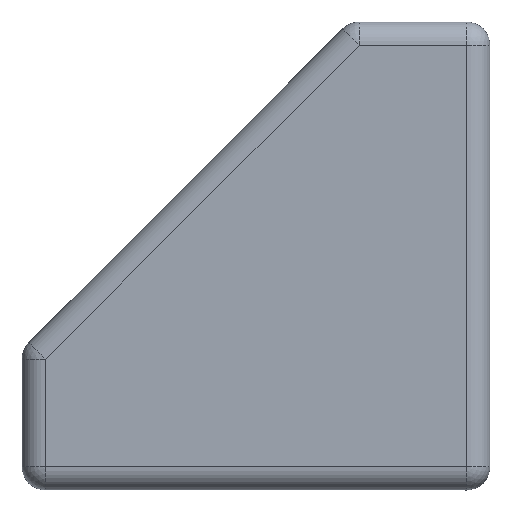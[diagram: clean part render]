
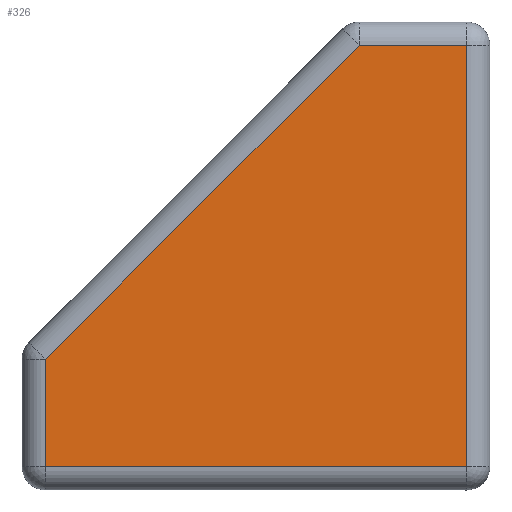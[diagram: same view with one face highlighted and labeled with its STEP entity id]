
A CAD part, top view. The second image highlights one B-rep face of the part: STEP entity #326.
In plain terms, the highlighted planar face has unit normal (0, 0, 1).
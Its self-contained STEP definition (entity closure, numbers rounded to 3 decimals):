
#18=PLANE('',#385);
#42=FACE_OUTER_BOUND('',#64,.T.);
#64=EDGE_LOOP('',(#266,#267,#268,#269,#270));
#72=LINE('',#515,#97);
#74=LINE('',#523,#99);
#76=LINE('',#533,#101);
#78=LINE('',#543,#103);
#80=LINE('',#552,#105);
#97=VECTOR('',#404,10.);
#99=VECTOR('',#412,10.);
#101=VECTOR('',#424,10.);
#103=VECTOR('',#436,10.);
#105=VECTOR('',#448,10.);
#141=VERTEX_POINT('',#508);
#144=VERTEX_POINT('',#513);
#147=VERTEX_POINT('',#521);
#150=VERTEX_POINT('',#531);
#153=VERTEX_POINT('',#541);
#169=EDGE_CURVE('',#144,#141,#72,.T.);
#173=EDGE_CURVE('',#147,#144,#74,.T.);
#178=EDGE_CURVE('',#150,#147,#76,.T.);
#183=EDGE_CURVE('',#153,#150,#78,.T.);
#188=EDGE_CURVE('',#141,#153,#80,.T.);
#266=ORIENTED_EDGE('',*,*,#169,.F.);
#267=ORIENTED_EDGE('',*,*,#173,.F.);
#268=ORIENTED_EDGE('',*,*,#178,.F.);
#269=ORIENTED_EDGE('',*,*,#183,.F.);
#270=ORIENTED_EDGE('',*,*,#188,.F.);
#326=ADVANCED_FACE('',(#42),#18,.T.);
#385=AXIS2_PLACEMENT_3D('',#579,#480,#481);
#404=DIRECTION('',(-1.,0.,0.));
#412=DIRECTION('',(0.,-1.,0.));
#424=DIRECTION('',(1.,0.,0.));
#436=DIRECTION('',(0.707,0.707,0.));
#448=DIRECTION('',(0.,1.,0.));
#480=DIRECTION('center_axis',(0.,0.,1.));
#481=DIRECTION('ref_axis',(1.,0.,0.));
#508=CARTESIAN_POINT('',(-18.,-18.,2.5));
#513=CARTESIAN_POINT('',(18.,-18.,2.5));
#515=CARTESIAN_POINT('',(-7.317,-18.,2.5));
#521=CARTESIAN_POINT('',(18.,18.,2.5));
#523=CARTESIAN_POINT('',(18.,-10.683,2.5));
#531=CARTESIAN_POINT('',(8.828,18.,2.5));
#533=CARTESIAN_POINT('',(10.683,18.,2.5));
#541=CARTESIAN_POINT('',(-18.,-8.828,2.5));
#543=CARTESIAN_POINT('',(2.121,11.293,2.5));
#552=CARTESIAN_POINT('',(-18.,-6.097,2.5));
#579=CARTESIAN_POINT('Origin',(3.366,-3.366,2.5));
